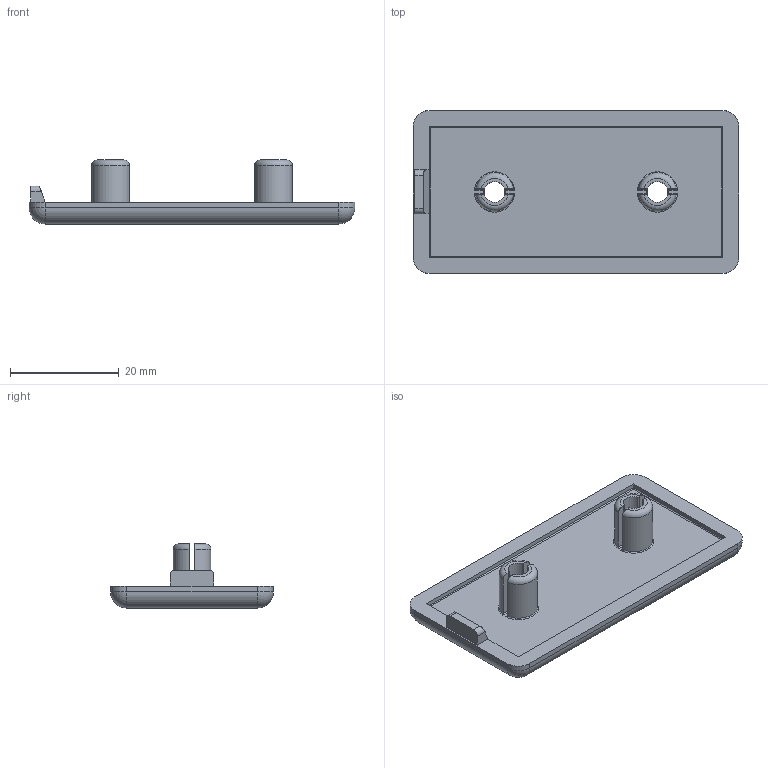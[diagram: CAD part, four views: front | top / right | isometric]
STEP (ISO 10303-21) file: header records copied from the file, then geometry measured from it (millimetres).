
FILE_DESCRIPTION (( 'STEP AP214' ), '1' );
FILE_NAME ('091066.STEP', '2014-08-21T14:07:27', ( '' ), ( '' ), 'SwSTEP 2.0', 'SolidWorks 2014', '' );
FILE_SCHEMA (( 'AUTOMOTIVE_DESIGN' ));
Length unit declared in the file: millimetre
Products named in the file (1): 091066
Bounding box: 60 x 30 x 11.8 mm (x, y, z)
Volume: 5860.3 mm3; surface area: 4868.6 mm2
Topology: 1 solids, 1 shells, 102 faces, 247 edges, 146 vertices
Faces by surface type: cylinder 42, plane 30, torus 14, bspline 8, cone 4, sphere 4
Entity records: 3207 total; most frequent: CARTESIAN_POINT 854, DIRECTION 489, ORIENTED_EDGE 486, EDGE_CURVE 243, AXIS2_PLACEMENT_3D 189, VERTEX_POINT 146, LINE 111, VECTOR 111
